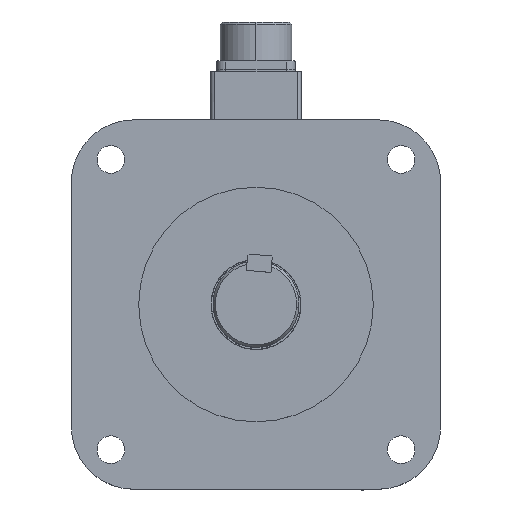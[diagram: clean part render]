
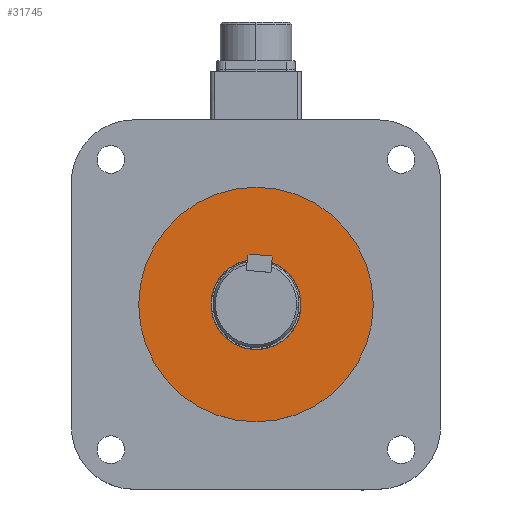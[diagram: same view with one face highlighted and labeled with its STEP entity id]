
A CAD part, top view. The second image highlights one B-rep face of the part: STEP entity #31745.
In plain terms, the highlighted planar face has unit normal (0, 0, 1).
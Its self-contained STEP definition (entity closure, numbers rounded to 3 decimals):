
#612 = DIRECTION ( 'NONE',  ( 1., 0., 0. ) ) ;
#5428 = CARTESIAN_POINT ( 'NONE',  ( 57.15, 0., 21.2 ) ) ;
#8510 = ORIENTED_EDGE ( 'NONE', *, *, #50250, .T. ) ;
#8747 = CARTESIAN_POINT ( 'NONE',  ( 0., 0., 21.2 ) ) ;
#9429 = CIRCLE ( 'NONE', #11232, 57.15 ) ;
#10570 = AXIS2_PLACEMENT_3D ( 'NONE', #50337, #25517, #612 ) ;
#11232 = AXIS2_PLACEMENT_3D ( 'NONE', #36160, #11250, #40302 ) ;
#11250 = DIRECTION ( 'NONE',  ( 0., 0., 1. ) ) ;
#12875 = CIRCLE ( 'NONE', #10570, 57.15 ) ;
#12908 = DIRECTION ( 'NONE',  ( 1., 0., 0. ) ) ;
#13294 = AXIS2_PLACEMENT_3D ( 'NONE', #8747, #37769, #12908 ) ;
#15671 = EDGE_CURVE ( 'NONE', #48828, #31819, #12875, .T. ) ;
#25517 = DIRECTION ( 'NONE',  ( 0., 0., 1. ) ) ;
#31745 = ADVANCED_FACE ( 'NONE', ( #48859 ), #45929, .T. ) ;
#31819 = VERTEX_POINT ( 'NONE', #5428 ) ;
#36160 = CARTESIAN_POINT ( 'NONE',  ( 0., 0., 21.2 ) ) ;
#37769 = DIRECTION ( 'NONE',  ( 0., 0., 1. ) ) ;
#40302 = DIRECTION ( 'NONE',  ( 1., 0., 0. ) ) ;
#45929 = PLANE ( 'NONE',  #13294 ) ;
#46618 = EDGE_LOOP ( 'NONE', ( #49440, #8510 ) ) ;
#46686 = CARTESIAN_POINT ( 'NONE',  ( -57.15, 0., 21.2 ) ) ;
#48828 = VERTEX_POINT ( 'NONE', #46686 ) ;
#48859 = FACE_OUTER_BOUND ( 'NONE', #46618, .T. ) ;
#49440 = ORIENTED_EDGE ( 'NONE', *, *, #15671, .T. ) ;
#50250 = EDGE_CURVE ( 'NONE', #31819, #48828, #9429, .T. ) ;
#50337 = CARTESIAN_POINT ( 'NONE',  ( 0., 0., 21.2 ) ) ;
